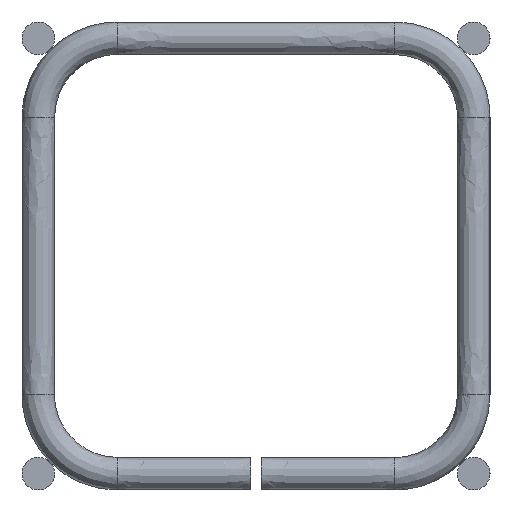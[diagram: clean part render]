
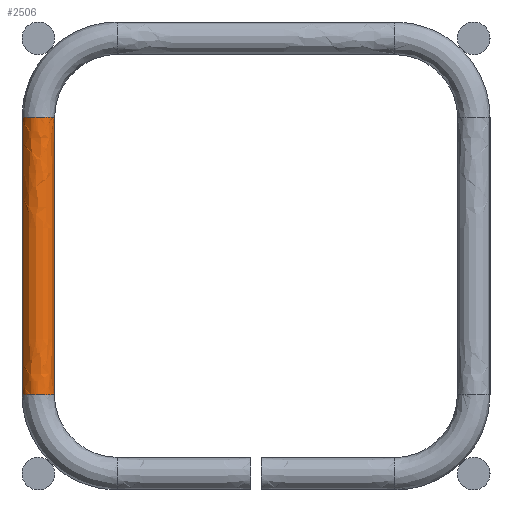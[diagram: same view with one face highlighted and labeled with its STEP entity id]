
A CAD part, left-side view. The second image highlights one B-rep face of the part: STEP entity #2506.
In plain terms, the highlighted free-form (B-spline) face has degree [5, 5] with [6, 6] control points.
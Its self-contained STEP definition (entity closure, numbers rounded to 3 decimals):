
#2290=CARTESIAN_POINT('Vertex',(-100.,43.,-25.515)) ;
#2300=CARTESIAN_POINT('Vertex',(-100.,37.,-25.515)) ;
#2366=CARTESIAN_POINT('Control Point',(-100.,37.,-25.515)) ;
#2367=CARTESIAN_POINT('Control Point',(-88.,37.,-25.515)) ;
#2368=CARTESIAN_POINT('Control Point',(-94.,49.,-25.515)) ;
#2369=CARTESIAN_POINT('Control Point',(-106.,49.,-25.515)) ;
#2370=CARTESIAN_POINT('Control Point',(-112.,37.,-25.515)) ;
#2371=CARTESIAN_POINT('Control Point',(-100.,37.,-25.515)) ;
#2421=CARTESIAN_POINT('Control Point',(-100.,43.,-25.515)) ;
#2422=CARTESIAN_POINT('Control Point',(-100.,43.,-15.309)) ;
#2423=CARTESIAN_POINT('Control Point',(-100.,43.,-5.103)) ;
#2424=CARTESIAN_POINT('Control Point',(-100.,43.,5.103)) ;
#2425=CARTESIAN_POINT('Control Point',(-100.,43.,15.309)) ;
#2426=CARTESIAN_POINT('Control Point',(-100.,43.,25.515)) ;
#2427=CARTESIAN_POINT('Vertex',(-100.,43.,25.515)) ;
#2437=CARTESIAN_POINT('Vertex',(-100.,37.,25.515)) ;
#2441=CARTESIAN_POINT('Control Point',(-100.,37.,-25.515)) ;
#2442=CARTESIAN_POINT('Control Point',(-100.,37.,-15.309)) ;
#2443=CARTESIAN_POINT('Control Point',(-100.,37.,-5.103)) ;
#2444=CARTESIAN_POINT('Control Point',(-100.,37.,5.103)) ;
#2445=CARTESIAN_POINT('Control Point',(-100.,37.,15.309)) ;
#2446=CARTESIAN_POINT('Control Point',(-100.,37.,25.515)) ;
#2456=CARTESIAN_POINT('Control Point',(-100.,37.,-25.515)) ;
#2457=CARTESIAN_POINT('Control Point',(-88.,37.,-25.515)) ;
#2458=CARTESIAN_POINT('Control Point',(-94.,49.,-25.515)) ;
#2459=CARTESIAN_POINT('Control Point',(-106.,49.,-25.515)) ;
#2460=CARTESIAN_POINT('Control Point',(-112.,37.,-25.515)) ;
#2461=CARTESIAN_POINT('Control Point',(-100.,37.,-25.515)) ;
#2462=CARTESIAN_POINT('Control Point',(-100.,37.,-15.309)) ;
#2463=CARTESIAN_POINT('Control Point',(-88.,37.,-15.309)) ;
#2464=CARTESIAN_POINT('Control Point',(-94.,49.,-15.309)) ;
#2465=CARTESIAN_POINT('Control Point',(-106.,49.,-15.309)) ;
#2466=CARTESIAN_POINT('Control Point',(-112.,37.,-15.309)) ;
#2467=CARTESIAN_POINT('Control Point',(-100.,37.,-15.309)) ;
#2468=CARTESIAN_POINT('Control Point',(-100.,37.,-5.103)) ;
#2469=CARTESIAN_POINT('Control Point',(-88.,37.,-5.103)) ;
#2470=CARTESIAN_POINT('Control Point',(-94.,49.,-5.103)) ;
#2471=CARTESIAN_POINT('Control Point',(-106.,49.,-5.103)) ;
#2472=CARTESIAN_POINT('Control Point',(-112.,37.,-5.103)) ;
#2473=CARTESIAN_POINT('Control Point',(-100.,37.,-5.103)) ;
#2474=CARTESIAN_POINT('Control Point',(-100.,37.,5.103)) ;
#2475=CARTESIAN_POINT('Control Point',(-88.,37.,5.103)) ;
#2476=CARTESIAN_POINT('Control Point',(-94.,49.,5.103)) ;
#2477=CARTESIAN_POINT('Control Point',(-106.,49.,5.103)) ;
#2478=CARTESIAN_POINT('Control Point',(-112.,37.,5.103)) ;
#2479=CARTESIAN_POINT('Control Point',(-100.,37.,5.103)) ;
#2480=CARTESIAN_POINT('Control Point',(-100.,37.,15.309)) ;
#2481=CARTESIAN_POINT('Control Point',(-88.,37.,15.309)) ;
#2482=CARTESIAN_POINT('Control Point',(-94.,49.,15.309)) ;
#2483=CARTESIAN_POINT('Control Point',(-106.,49.,15.309)) ;
#2484=CARTESIAN_POINT('Control Point',(-112.,37.,15.309)) ;
#2485=CARTESIAN_POINT('Control Point',(-100.,37.,15.309)) ;
#2486=CARTESIAN_POINT('Control Point',(-100.,37.,25.515)) ;
#2487=CARTESIAN_POINT('Control Point',(-88.,37.,25.515)) ;
#2488=CARTESIAN_POINT('Control Point',(-94.,49.,25.515)) ;
#2489=CARTESIAN_POINT('Control Point',(-106.,49.,25.515)) ;
#2490=CARTESIAN_POINT('Control Point',(-112.,37.,25.515)) ;
#2491=CARTESIAN_POINT('Control Point',(-100.,37.,25.515)) ;
#2493=CARTESIAN_POINT('Control Point',(-100.,37.,25.515)) ;
#2494=CARTESIAN_POINT('Control Point',(-88.,37.,25.515)) ;
#2495=CARTESIAN_POINT('Control Point',(-94.,49.,25.515)) ;
#2496=CARTESIAN_POINT('Control Point',(-106.,49.,25.515)) ;
#2497=CARTESIAN_POINT('Control Point',(-112.,37.,25.515)) ;
#2498=CARTESIAN_POINT('Control Point',(-100.,37.,25.515)) ;
#2501=ORIENTED_EDGE('',*,*,#2372,.T.) ;
#2502=ORIENTED_EDGE('',*,*,#2447,.F.) ;
#2503=ORIENTED_EDGE('',*,*,#2499,.F.) ;
#2504=ORIENTED_EDGE('',*,*,#2429,.T.) ;
#2506=ADVANCED_FACE('Schweisskonstruktion',(#2505),#2455,.F.) ;
#2372=EDGE_CURVE('',#2291,#2301,#2365,.T.) ;
#2429=EDGE_CURVE('',#2428,#2291,#2420,.F.) ;
#2447=EDGE_CURVE('',#2438,#2301,#2440,.F.) ;
#2499=EDGE_CURVE('',#2428,#2438,#2492,.T.) ;
#2500=EDGE_LOOP('',(#2501,#2502,#2503,#2504)) ;
#2505=FACE_OUTER_BOUND('',#2500,.T.) ;
#2291=VERTEX_POINT('',#2290) ;
#2301=VERTEX_POINT('',#2300) ;
#2428=VERTEX_POINT('',#2427) ;
#2438=VERTEX_POINT('',#2437) ;
#2365=(BOUNDED_CURVE()B_SPLINE_CURVE(5,(#2366,#2367,#2368,#2369,#2370,#2371),.UNSPECIFIED.,.F.,.U.)B_SPLINE_CURVE_WITH_KNOTS((6,6),(0.,18.85),.UNSPECIFIED.)CURVE()GEOMETRIC_REPRESENTATION_ITEM()RATIONAL_B_SPLINE_CURVE((1.,0.2,0.2,0.2,0.2,1.))REPRESENTATION_ITEM('')) ;
#2420=(BOUNDED_CURVE()B_SPLINE_CURVE(5,(#2421,#2422,#2423,#2424,#2425,#2426),.UNSPECIFIED.,.F.,.U.)B_SPLINE_CURVE_WITH_KNOTS((6,6),(0.,51.029),.UNSPECIFIED.)CURVE()GEOMETRIC_REPRESENTATION_ITEM()RATIONAL_B_SPLINE_CURVE((0.25,0.25,0.25,0.25,0.25,0.25))REPRESENTATION_ITEM('')) ;
#2440=(BOUNDED_CURVE()B_SPLINE_CURVE(5,(#2441,#2442,#2443,#2444,#2445,#2446),.UNSPECIFIED.,.F.,.U.)B_SPLINE_CURVE_WITH_KNOTS((6,6),(0.,51.029),.UNSPECIFIED.)CURVE()GEOMETRIC_REPRESENTATION_ITEM()RATIONAL_B_SPLINE_CURVE((1.,1.,1.,1.,1.,1.))REPRESENTATION_ITEM('')) ;
#2492=(BOUNDED_CURVE()B_SPLINE_CURVE(5,(#2493,#2494,#2495,#2496,#2497,#2498),.UNSPECIFIED.,.F.,.U.)B_SPLINE_CURVE_WITH_KNOTS((6,6),(0.,18.85),.UNSPECIFIED.)CURVE()GEOMETRIC_REPRESENTATION_ITEM()RATIONAL_B_SPLINE_CURVE((1.,0.2,0.2,0.2,0.2,1.))REPRESENTATION_ITEM('')) ;
#2455=(BOUNDED_SURFACE()B_SPLINE_SURFACE(5,5,((#2456,#2457,#2458,#2459,#2460,#2461),(#2462,#2463,#2464,#2465,#2466,#2467),(#2468,#2469,#2470,#2471,#2472,#2473),(#2474,#2475,#2476,#2477,#2478,#2479),(#2480,#2481,#2482,#2483,#2484,#2485),(#2486,#2487,#2488,#2489,#2490,#2491)),.UNSPECIFIED.,.F.,.F.,.U.)B_SPLINE_SURFACE_WITH_KNOTS((6,6),(6,6),(0.,51.029),(0.,18.85),.UNSPECIFIED.)GEOMETRIC_REPRESENTATION_ITEM()RATIONAL_B_SPLINE_SURFACE(((1.,0.2,0.2,0.2,0.2,1.),(1.,0.2,0.2,0.2,0.2,1.),(1.,0.2,0.2,0.2,0.2,1.),(1.,0.2,0.2,0.2,0.2,1.),(1.,0.2,0.2,0.2,0.2,1.),(1.,0.2,0.2,0.2,0.2,1.)))REPRESENTATION_ITEM('Rational BSpline Surface')SURFACE()) ;
